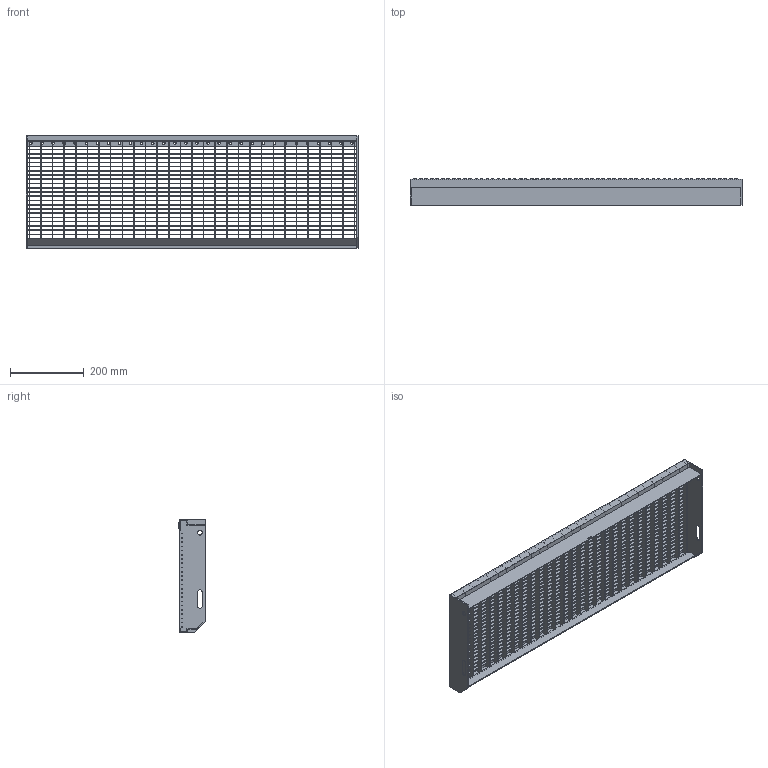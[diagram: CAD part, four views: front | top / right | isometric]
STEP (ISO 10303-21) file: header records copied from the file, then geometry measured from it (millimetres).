
FILE_DESCRIPTION (( 'STEP AP203' ), '1' );
FILE_NAME ('40.903031.7.step', '2015-10-04T07:14:10', ( '' ), ( '' ), 'SwSTEP 2.0', 'SolidWorks 2015', '' );
FILE_SCHEMA (( 'CONFIG_CONTROL_DESIGN' ));
Length unit declared in the file: millimetre
Products named in the file (1): 40.903031.7
Bounding box: 900 x 72.67 x 305 mm (x, y, z)
Volume: 979864.2 mm3; surface area: 1210870.3 mm2
Topology: 44 solids, 44 shells, 968 faces, 2405 edges, 1586 vertices
Faces by surface type: plane 625, cylinder 128, cone 118, bspline 97
Entity records: 34402 total; most frequent: CARTESIAN_POINT 11185, ORIENTED_EDGE 4810, DIRECTION 4463, EDGE_CURVE 2405, LINE 1703, VECTOR 1703, VERTEX_POINT 1586, AXIS2_PLACEMENT_3D 1380
